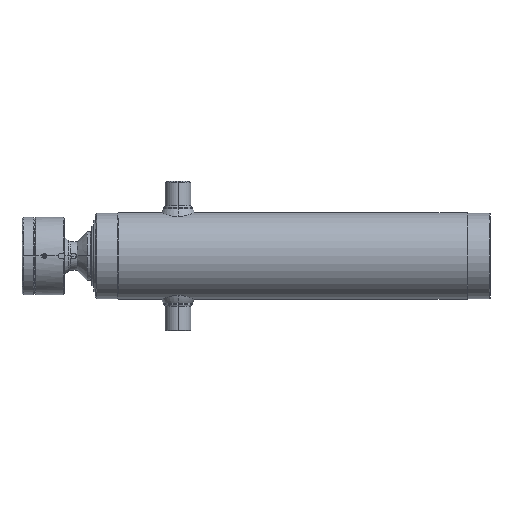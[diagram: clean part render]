
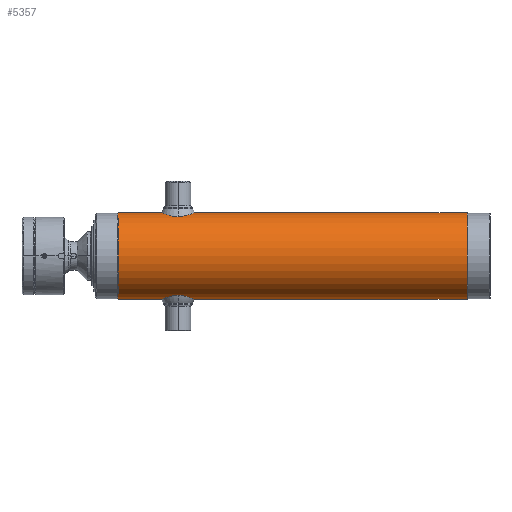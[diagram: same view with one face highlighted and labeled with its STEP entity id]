
A CAD part, left-side view. The second image highlights one B-rep face of the part: STEP entity #5357.
In plain terms, the highlighted cylindrical face has radius 75.75 mm (diameter 151.5 mm), a partial arc.
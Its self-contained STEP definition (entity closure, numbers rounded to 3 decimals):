
#22 = CARTESIAN_POINT ( 'NONE',  ( -2.114, 549.619, 75.721 ) ) ;
#151 = DIRECTION ( 'NONE',  ( 0., 1., 0. ) ) ;
#219 = CARTESIAN_POINT ( 'NONE',  ( -1.565, 538.194, 75.735 ) ) ;
#221 = ORIENTED_EDGE ( 'NONE', *, *, #1312, .T. ) ;
#235 = EDGE_CURVE ( 'NONE', #4941, #1016, #4617, .T. ) ;
#242 = CIRCLE ( 'NONE', #4095, 75.75 ) ;
#364 = CARTESIAN_POINT ( 'NONE',  ( -5.961, 544.79, 75.515 ) ) ;
#412 = CARTESIAN_POINT ( 'NONE',  ( -6., 543.609, 75.512 ) ) ;
#653 = ORIENTED_EDGE ( 'NONE', *, *, #9633, .F. ) ;
#704 = VERTEX_POINT ( 'NONE', #1293 ) ;
#774 = CARTESIAN_POINT ( 'NONE',  ( -1.554, 549.799, 75.734 ) ) ;
#809 = ORIENTED_EDGE ( 'NONE', *, *, #6509, .T. ) ;
#877 = B_SPLINE_CURVE_WITH_KNOTS ( 'NONE', 3,
 ( #6310, #1491, #1541, #7634, #774, #6898, #22, #3092, #8676, #4991, #4038, #1025, #4942, #8719, #9360, #5736, #7093, #5541, #2539, #364, #6544, #412, #7283, #3478, #5590, #2639, #4891, #9459, #4186, #2590, #3334, #8623, #7973, #7924, #1789, #5687, #1122, #8575, #219, #3283, #7236, #7832 ),
 .UNSPECIFIED., .F., .F.,
 ( 4, 2, 2, 2, 2, 2, 2, 2, 2, 2, 2, 2, 2, 2, 2, 2, 2, 2, 2, 2, 4 ),
 ( 0.019, 0.02, 0.021, 0.021, 0.022, 0.023, 0.025, 0.026, 0.026, 0.027, 0.028, 0.029, 0.03, 0.03, 0.032, 0.033, 0.034, 0.035, 0.035, 0.036, 0.038 ),
 .UNSPECIFIED. ) ;
#962 = CARTESIAN_POINT ( 'NONE',  ( 0., 550., 75.75 ) ) ;
#964 = CARTESIAN_POINT ( 'NONE',  ( 0., 522.61, 75.75 ) ) ;
#1016 = VERTEX_POINT ( 'NONE', #8071 ) ;
#1025 = CARTESIAN_POINT ( 'NONE',  ( -4.516, 547.969, 75.616 ) ) ;
#1067 = DIRECTION ( 'NONE',  ( 0., 0., 1. ) ) ;
#1090 = DIRECTION ( 'NONE',  ( 0., 1., 0. ) ) ;
#1122 = CARTESIAN_POINT ( 'NONE',  ( -2.483, 538.534, 75.71 ) ) ;
#1293 = CARTESIAN_POINT ( 'NONE',  ( 0., 538., 75.75 ) ) ;
#1312 = EDGE_CURVE ( 'NONE', #4408, #704, #3230, .T. ) ;
#1491 = CARTESIAN_POINT ( 'NONE',  ( -0.392, 550., 75.75 ) ) ;
#1541 = CARTESIAN_POINT ( 'NONE',  ( -0.781, 549.962, 75.747 ) ) ;
#1662 = EDGE_CURVE ( 'NONE', #9813, #4408, #242, .T. ) ;
#1789 = CARTESIAN_POINT ( 'NONE',  ( -3.006, 538.804, 75.691 ) ) ;
#1855 = DIRECTION ( 'NONE',  ( 0., 0., 1. ) ) ;
#1990 = CARTESIAN_POINT ( 'NONE',  ( 0., 40., -75.75 ) ) ;
#2250 = AXIS2_PLACEMENT_3D ( 'NONE', #7922, #9457, #1067 ) ;
#2475 = CARTESIAN_POINT ( 'NONE',  ( 0., 40., 75.75 ) ) ;
#2539 = CARTESIAN_POINT ( 'NONE',  ( -5.846, 545.366, 75.524 ) ) ;
#2581 = DIRECTION ( 'NONE',  ( 0., 1., 0. ) ) ;
#2590 = CARTESIAN_POINT ( 'NONE',  ( -4.775, 540.346, 75.6 ) ) ;
#2599 = CARTESIAN_POINT ( 'NONE',  ( 0., 522.61, -75.75 ) ) ;
#2639 = CARTESIAN_POINT ( 'NONE',  ( -5.686, 542.076, 75.536 ) ) ;
#3092 = CARTESIAN_POINT ( 'NONE',  ( -2.656, 549.394, 75.704 ) ) ;
#3230 = LINE ( 'NONE', #964, #8656 ) ;
#3283 = CARTESIAN_POINT ( 'NONE',  ( -0.789, 538.039, 75.747 ) ) ;
#3334 = CARTESIAN_POINT ( 'NONE',  ( -4.522, 540.037, 75.615 ) ) ;
#3478 = CARTESIAN_POINT ( 'NONE',  ( -5.848, 542.643, 75.524 ) ) ;
#4038 = CARTESIAN_POINT ( 'NONE',  ( -3.963, 548.522, 75.647 ) ) ;
#4095 = AXIS2_PLACEMENT_3D ( 'NONE', #8694, #1090, #1855 ) ;
#4184 = FACE_OUTER_BOUND ( 'NONE', #8590, .T. ) ;
#4186 = CARTESIAN_POINT ( 'NONE',  ( -5.21, 540.998, 75.571 ) ) ;
#4408 = VERTEX_POINT ( 'NONE', #2475 ) ;
#4567 = ORIENTED_EDGE ( 'NONE', *, *, #8879, .F. ) ;
#4617 = CIRCLE ( 'NONE', #9535, 75.75 ) ;
#4857 = LINE ( 'NONE', #2599, #6768 ) ;
#4891 = CARTESIAN_POINT ( 'NONE',  ( -5.62, 541.888, 75.541 ) ) ;
#4941 = VERTEX_POINT ( 'NONE', #6506 ) ;
#4942 = CARTESIAN_POINT ( 'NONE',  ( -4.77, 547.661, 75.6 ) ) ;
#4991 = CARTESIAN_POINT ( 'NONE',  ( -3.661, 548.77, 75.662 ) ) ;
#5026 = ORIENTED_EDGE ( 'NONE', *, *, #235, .F. ) ;
#5243 = DIRECTION ( 'NONE',  ( 0., 1., 0. ) ) ;
#5357 = ADVANCED_FACE ( 'NONE', ( #4184 ), #7136, .T. ) ;
#5541 = CARTESIAN_POINT ( 'NONE',  ( -5.798, 545.556, 75.528 ) ) ;
#5590 = CARTESIAN_POINT ( 'NONE',  ( -5.8, 542.452, 75.528 ) ) ;
#5687 = CARTESIAN_POINT ( 'NONE',  ( -2.66, 538.618, 75.703 ) ) ;
#5736 = CARTESIAN_POINT ( 'NONE',  ( -5.616, 546.12, 75.542 ) ) ;
#6310 = CARTESIAN_POINT ( 'NONE',  ( 0., 550., 75.75 ) ) ;
#6506 = CARTESIAN_POINT ( 'NONE',  ( 0., 648., -75.75 ) ) ;
#6509 = EDGE_CURVE ( 'NONE', #6626, #1016, #6602, .T. ) ;
#6544 = CARTESIAN_POINT ( 'NONE',  ( -6., 544.401, 75.512 ) ) ;
#6602 = LINE ( 'NONE', #9019, #8315 ) ;
#6626 = VERTEX_POINT ( 'NONE', #962 ) ;
#6731 = ORIENTED_EDGE ( 'NONE', *, *, #1662, .T. ) ;
#6768 = VECTOR ( 'NONE', #8686, 1000. ) ;
#6878 = CARTESIAN_POINT ( 'NONE',  ( 0., 648., 0. ) ) ;
#6898 = CARTESIAN_POINT ( 'NONE',  ( -1.93, 549.685, 75.726 ) ) ;
#7093 = CARTESIAN_POINT ( 'NONE',  ( -5.683, 545.933, 75.537 ) ) ;
#7136 = CYLINDRICAL_SURFACE ( 'NONE', #2250, 75.75 ) ;
#7236 = CARTESIAN_POINT ( 'NONE',  ( -0.397, 538., 75.75 ) ) ;
#7283 = CARTESIAN_POINT ( 'NONE',  ( -5.962, 543.218, 75.515 ) ) ;
#7634 = CARTESIAN_POINT ( 'NONE',  ( -1.361, 549.847, 75.738 ) ) ;
#7832 = CARTESIAN_POINT ( 'NONE',  ( 0., 538., 75.75 ) ) ;
#7922 = CARTESIAN_POINT ( 'NONE',  ( 0., 522.61, 0. ) ) ;
#7924 = CARTESIAN_POINT ( 'NONE',  ( -3.176, 538.906, 75.684 ) ) ;
#7973 = CARTESIAN_POINT ( 'NONE',  ( -3.667, 539.235, 75.662 ) ) ;
#8071 = CARTESIAN_POINT ( 'NONE',  ( 0., 648., 75.75 ) ) ;
#8315 = VECTOR ( 'NONE', #5243, 1000. ) ;
#8575 = CARTESIAN_POINT ( 'NONE',  ( -1.942, 538.309, 75.726 ) ) ;
#8590 = EDGE_LOOP ( 'NONE', ( #4567, #6731, #221, #653, #809, #5026 ) ) ;
#8623 = CARTESIAN_POINT ( 'NONE',  ( -3.969, 539.483, 75.646 ) ) ;
#8656 = VECTOR ( 'NONE', #2581, 1000. ) ;
#8676 = CARTESIAN_POINT ( 'NONE',  ( -3.004, 549.209, 75.691 ) ) ;
#8686 = DIRECTION ( 'NONE',  ( 0., 1., 0. ) ) ;
#8694 = CARTESIAN_POINT ( 'NONE',  ( 0., 40., 0. ) ) ;
#8719 = CARTESIAN_POINT ( 'NONE',  ( -5.206, 547.009, 75.571 ) ) ;
#8879 = EDGE_CURVE ( 'NONE', #9813, #4941, #4857, .T. ) ;
#9019 = CARTESIAN_POINT ( 'NONE',  ( 0., 522.61, 75.75 ) ) ;
#9360 = CARTESIAN_POINT ( 'NONE',  ( -5.39, 546.665, 75.558 ) ) ;
#9457 = DIRECTION ( 'NONE',  ( 0., 1., 0. ) ) ;
#9459 = CARTESIAN_POINT ( 'NONE',  ( -5.394, 541.343, 75.558 ) ) ;
#9535 = AXIS2_PLACEMENT_3D ( 'NONE', #6878, #151, #9851 ) ;
#9633 = EDGE_CURVE ( 'NONE', #6626, #704, #877, .T. ) ;
#9813 = VERTEX_POINT ( 'NONE', #1990 ) ;
#9851 = DIRECTION ( 'NONE',  ( 0., 0., 1. ) ) ;
